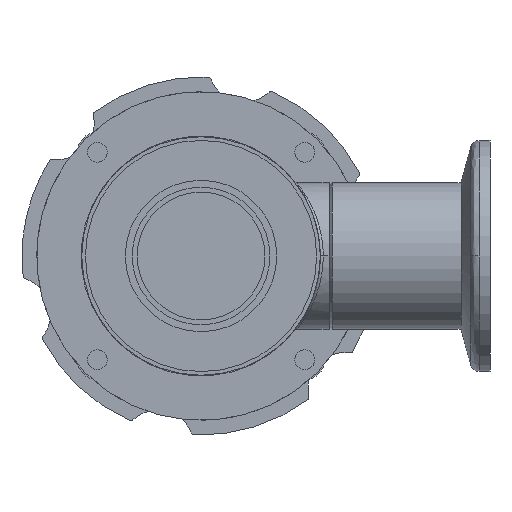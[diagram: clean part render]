
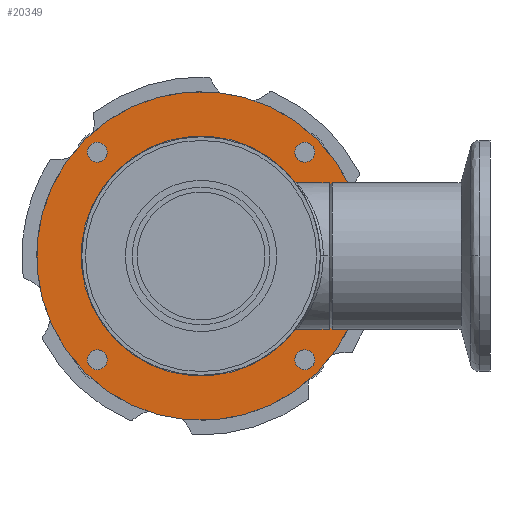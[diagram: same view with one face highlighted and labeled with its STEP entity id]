
A CAD part, front view. The second image highlights one B-rep face of the part: STEP entity #20349.
In plain terms, the highlighted planar face has unit normal (0, -1, 0).
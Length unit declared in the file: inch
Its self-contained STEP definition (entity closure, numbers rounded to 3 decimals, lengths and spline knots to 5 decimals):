
#91 = AXIS2_PLACEMENT_3D ( 'NONE', #19141, #30352, #5144 ) ;
#332 = AXIS2_PLACEMENT_3D ( 'NONE', #12042, #23266, #34487 ) ;
#820 = CARTESIAN_POINT ( 'NONE',  ( -0.65902, -0.25, 0.75519 ) ) ;
#1273 = DIRECTION ( 'NONE',  ( 0., 1., 0. ) ) ;
#1753 = DIRECTION ( 'NONE',  ( 0.707, 0., 0.707 ) ) ;
#2049 = CARTESIAN_POINT ( 'NONE',  ( -0.75519, -0.25, -0.75519 ) ) ;
#2156 = CARTESIAN_POINT ( 'NONE',  ( -0.57806, -0.25, -0.57806 ) ) ;
#3178 = DIRECTION ( 'NONE',  ( 0., 1., 0. ) ) ;
#4102 = EDGE_LOOP ( 'NONE', ( #23396, #15380 ) ) ;
#4410 = CIRCLE ( 'NONE', #29670, 0.068 ) ;
#5144 = DIRECTION ( 'NONE',  ( 0.707, 0., 0.707 ) ) ;
#5806 = VERTEX_POINT ( 'NONE', #14188 ) ;
#6148 = ORIENTED_EDGE ( 'NONE', *, *, #24235, .T. ) ;
#6373 = EDGE_LOOP ( 'NONE', ( #25564, #21395 ) ) ;
#6825 = CIRCLE ( 'NONE', #27362, 1.12 ) ;
#6846 = DIRECTION ( 'NONE',  ( 0., 1., 0. ) ) ;
#7391 = CARTESIAN_POINT ( 'NONE',  ( 0.75519, -0.25, -0.65902 ) ) ;
#7527 = ORIENTED_EDGE ( 'NONE', *, *, #9266, .F. ) ;
#7840 = DIRECTION ( 'NONE',  ( 0., 1., 0. ) ) ;
#7919 = PLANE ( 'NONE',  #91 ) ;
#8715 = EDGE_CURVE ( 'NONE', #16018, #21076, #15122, .T. ) ;
#8775 = ORIENTED_EDGE ( 'NONE', *, *, #24866, .T. ) ;
#8864 = EDGE_CURVE ( 'NONE', #29933, #30560, #35563, .T. ) ;
#9266 = EDGE_CURVE ( 'NONE', #5806, #12110, #27012, .T. ) ;
#9572 = DIRECTION ( 'NONE',  ( 0.707, 0., 0.707 ) ) ;
#9780 = EDGE_LOOP ( 'NONE', ( #19097, #7527 ) ) ;
#9790 = EDGE_LOOP ( 'NONE', ( #30715, #24611 ) ) ;
#10378 = AXIS2_PLACEMENT_3D ( 'NONE', #23524, #34763, #9572 ) ;
#10607 = DIRECTION ( 'NONE',  ( 0., 1., 0. ) ) ;
#10655 = FACE_BOUND ( 'NONE', #20788, .T. ) ;
#10831 = ORIENTED_EDGE ( 'NONE', *, *, #13197, .T. ) ;
#11070 = DIRECTION ( 'NONE',  ( 0., 1., 0. ) ) ;
#11145 = AXIS2_PLACEMENT_3D ( 'NONE', #26490, #1273, #12512 ) ;
#11183 = DIRECTION ( 'NONE',  ( 0., 1., 0. ) ) ;
#11315 = AXIS2_PLACEMENT_3D ( 'NONE', #36393, #11183, #22421 ) ;
#12042 = CARTESIAN_POINT ( 'NONE',  ( -0.70711, -0.25, 0.70711 ) ) ;
#12071 = CARTESIAN_POINT ( 'NONE',  ( 0.70711, -0.25, -0.70711 ) ) ;
#12110 = VERTEX_POINT ( 'NONE', #17342 ) ;
#12302 = CARTESIAN_POINT ( 'NONE',  ( -0.70711, -0.25, -0.70711 ) ) ;
#12512 = DIRECTION ( 'NONE',  ( 0.707, 0., 0.707 ) ) ;
#12641 = CIRCLE ( 'NONE', #17358, 0.068 ) ;
#13162 = CARTESIAN_POINT ( 'NONE',  ( -0.75519, -0.25, 0.65902 ) ) ;
#13197 = EDGE_CURVE ( 'NONE', #33971, #35159, #33457, .T. ) ;
#13407 = FACE_BOUND ( 'NONE', #4102, .T. ) ;
#13456 = EDGE_CURVE ( 'NONE', #18117, #19896, #18200, .T. ) ;
#13584 = CARTESIAN_POINT ( 'NONE',  ( 0.65902, -0.25, 0.65902 ) ) ;
#14188 = CARTESIAN_POINT ( 'NONE',  ( -0.79196, -0.25, -0.79196 ) ) ;
#14403 = DIRECTION ( 'NONE',  ( 0.707, 0., 0.707 ) ) ;
#15077 = EDGE_CURVE ( 'NONE', #30560, #29933, #23439, .T. ) ;
#15122 = CIRCLE ( 'NONE', #35662, 0.8175 ) ;
#15380 = ORIENTED_EDGE ( 'NONE', *, *, #13456, .T. ) ;
#15484 = CARTESIAN_POINT ( 'NONE',  ( 0.57806, -0.25, 0.57806 ) ) ;
#15770 = CARTESIAN_POINT ( 'NONE',  ( 0., -0.25, 0. ) ) ;
#16018 = VERTEX_POINT ( 'NONE', #15484 ) ;
#16217 = CIRCLE ( 'NONE', #332, 0.068 ) ;
#17342 = CARTESIAN_POINT ( 'NONE',  ( 0.79196, -0.25, 0.79196 ) ) ;
#17358 = AXIS2_PLACEMENT_3D ( 'NONE', #33039, #7840, #19065 ) ;
#17616 = AXIS2_PLACEMENT_3D ( 'NONE', #32044, #6846, #18056 ) ;
#18056 = DIRECTION ( 'NONE',  ( 0.707, 0., 0.707 ) ) ;
#18117 = VERTEX_POINT ( 'NONE', #2049 ) ;
#18131 = CARTESIAN_POINT ( 'NONE',  ( -0.65902, -0.25, -0.65902 ) ) ;
#18200 = CIRCLE ( 'NONE', #22904, 0.068 ) ;
#18520 = VERTEX_POINT ( 'NONE', #13584 ) ;
#19065 = DIRECTION ( 'NONE',  ( 0.707, 0., 0.707 ) ) ;
#19097 = ORIENTED_EDGE ( 'NONE', *, *, #34871, .F. ) ;
#19141 = CARTESIAN_POINT ( 'NONE',  ( -0.57806, -0.25, 0.57806 ) ) ;
#19708 = AXIS2_PLACEMENT_3D ( 'NONE', #12071, #23290, #34513 ) ;
#19896 = VERTEX_POINT ( 'NONE', #18131 ) ;
#20349 = ADVANCED_FACE ( 'NONE', ( #13407, #24636, #35859, #10655, #21890, #33115 ), #7919, .F. ) ;
#20677 = VERTEX_POINT ( 'NONE', #27370 ) ;
#20788 = EDGE_LOOP ( 'NONE', ( #8775, #10831 ) ) ;
#21076 = VERTEX_POINT ( 'NONE', #2156 ) ;
#21395 = ORIENTED_EDGE ( 'NONE', *, *, #15077, .T. ) ;
#21837 = DIRECTION ( 'NONE',  ( 0.707, 0., 0.707 ) ) ;
#21890 = FACE_OUTER_BOUND ( 'NONE', #9780, .T. ) ;
#22309 = DIRECTION ( 'NONE',  ( 0.707, 0., 0.707 ) ) ;
#22421 = DIRECTION ( 'NONE',  ( 0.707, 0., 0.707 ) ) ;
#22904 = AXIS2_PLACEMENT_3D ( 'NONE', #12302, #23521, #34758 ) ;
#23243 = CARTESIAN_POINT ( 'NONE',  ( 0.65902, -0.25, -0.75519 ) ) ;
#23266 = DIRECTION ( 'NONE',  ( 0., 1., 0. ) ) ;
#23290 = DIRECTION ( 'NONE',  ( 0., 1., 0. ) ) ;
#23396 = ORIENTED_EDGE ( 'NONE', *, *, #34047, .T. ) ;
#23439 = CIRCLE ( 'NONE', #28144, 0.068 ) ;
#23521 = DIRECTION ( 'NONE',  ( 0., 1., 0. ) ) ;
#23524 = CARTESIAN_POINT ( 'NONE',  ( 0., -0.25, 0. ) ) ;
#24235 = EDGE_CURVE ( 'NONE', #18520, #20677, #4410, .T. ) ;
#24611 = ORIENTED_EDGE ( 'NONE', *, *, #25657, .T. ) ;
#24636 = FACE_BOUND ( 'NONE', #6373, .T. ) ;
#24866 = EDGE_CURVE ( 'NONE', #35159, #33971, #16217, .T. ) ;
#25564 = ORIENTED_EDGE ( 'NONE', *, *, #8864, .T. ) ;
#25657 = EDGE_CURVE ( 'NONE', #21076, #16018, #26245, .T. ) ;
#26245 = CIRCLE ( 'NONE', #10378, 0.8175 ) ;
#26490 = CARTESIAN_POINT ( 'NONE',  ( 0., -0.25, 0. ) ) ;
#26985 = DIRECTION ( 'NONE',  ( 0., 1., 0. ) ) ;
#27012 = CIRCLE ( 'NONE', #11145, 1.12 ) ;
#27170 = CIRCLE ( 'NONE', #11315, 0.068 ) ;
#27362 = AXIS2_PLACEMENT_3D ( 'NONE', #15770, #26985, #1753 ) ;
#27370 = CARTESIAN_POINT ( 'NONE',  ( 0.75519, -0.25, 0.75519 ) ) ;
#28144 = AXIS2_PLACEMENT_3D ( 'NONE', #36278, #11070, #22309 ) ;
#28382 = CARTESIAN_POINT ( 'NONE',  ( 0.70711, -0.25, 0.70711 ) ) ;
#29670 = AXIS2_PLACEMENT_3D ( 'NONE', #28382, #3178, #14403 ) ;
#29933 = VERTEX_POINT ( 'NONE', #7391 ) ;
#30352 = DIRECTION ( 'NONE',  ( 0., 1., 0. ) ) ;
#30560 = VERTEX_POINT ( 'NONE', #23243 ) ;
#30715 = ORIENTED_EDGE ( 'NONE', *, *, #8715, .T. ) ;
#32044 = CARTESIAN_POINT ( 'NONE',  ( -0.70711, -0.25, 0.70711 ) ) ;
#32575 = EDGE_LOOP ( 'NONE', ( #33486, #6148 ) ) ;
#33039 = CARTESIAN_POINT ( 'NONE',  ( -0.70711, -0.25, -0.70711 ) ) ;
#33115 = FACE_BOUND ( 'NONE', #9790, .T. ) ;
#33457 = CIRCLE ( 'NONE', #17616, 0.068 ) ;
#33486 = ORIENTED_EDGE ( 'NONE', *, *, #36205, .T. ) ;
#33971 = VERTEX_POINT ( 'NONE', #13162 ) ;
#34047 = EDGE_CURVE ( 'NONE', #19896, #18117, #12641, .T. ) ;
#34487 = DIRECTION ( 'NONE',  ( 0.707, 0., 0.707 ) ) ;
#34513 = DIRECTION ( 'NONE',  ( 0.707, 0., 0.707 ) ) ;
#34758 = DIRECTION ( 'NONE',  ( 0.707, 0., 0.707 ) ) ;
#34763 = DIRECTION ( 'NONE',  ( 0., 1., 0. ) ) ;
#34871 = EDGE_CURVE ( 'NONE', #12110, #5806, #6825, .T. ) ;
#35159 = VERTEX_POINT ( 'NONE', #820 ) ;
#35563 = CIRCLE ( 'NONE', #19708, 0.068 ) ;
#35662 = AXIS2_PLACEMENT_3D ( 'NONE', #35811, #10607, #21837 ) ;
#35811 = CARTESIAN_POINT ( 'NONE',  ( 0., -0.25, 0. ) ) ;
#35859 = FACE_BOUND ( 'NONE', #32575, .T. ) ;
#36205 = EDGE_CURVE ( 'NONE', #20677, #18520, #27170, .T. ) ;
#36278 = CARTESIAN_POINT ( 'NONE',  ( 0.70711, -0.25, -0.70711 ) ) ;
#36393 = CARTESIAN_POINT ( 'NONE',  ( 0.70711, -0.25, 0.70711 ) ) ;
